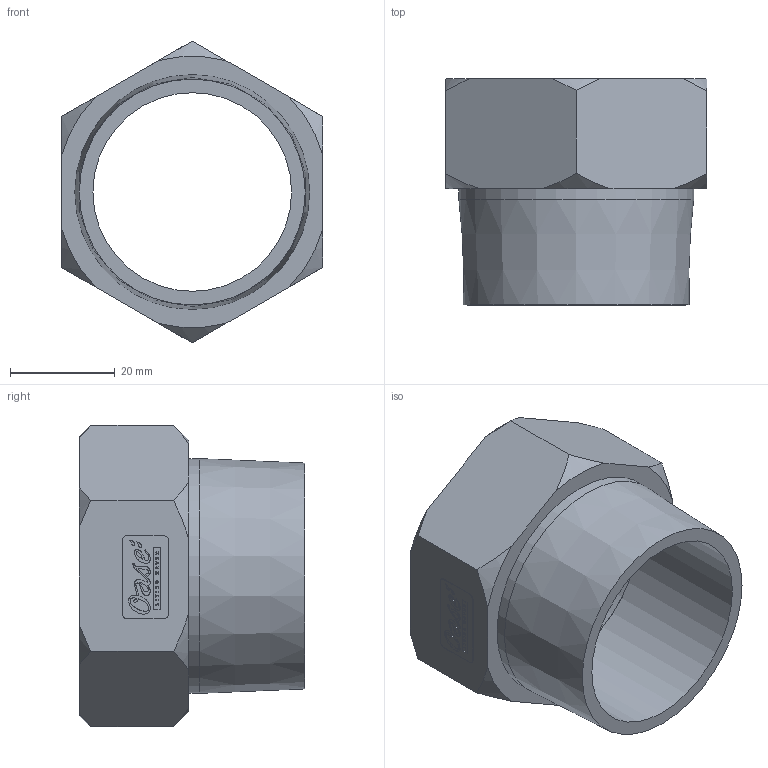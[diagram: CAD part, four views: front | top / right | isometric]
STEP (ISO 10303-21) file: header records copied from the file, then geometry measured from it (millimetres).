
FILE_DESCRIPTION(/* description */ (''),/* implementation_level */ '2;1');
FILE_NAME(/* name */ '51027 Adapter G15.stp',/* time_stamp */ '2017-08-15T11:13:12+02:00',/* author */ ('guzb562'),/* organization */ (''),/* preprocessor_version */ 'ST-DEVELOPER v16.1',/* originating_system */ 'Autodesk Inventor 2016',/* authorisation */ '');
FILE_SCHEMA (('AUTOMOTIVE_DESIGN { 1 0 10303 214 3 1 1 }'));
Length unit declared in the file: millimetre
Products named in the file (1): 51027 Adapter G15
Bounding box: 50.1 x 43.2 x 57.73 mm (x, y, z)
Volume: 23041.4 mm3; surface area: 14016.1 mm2
Topology: 1 solids, 1 shells, 234 faces, 621 edges, 414 vertices
Faces by surface type: plane 134, bspline 78, cone 14, cylinder 8
Full cylindrical faces by diameter (mm): 38 x1, 42.9 x1, 44.9 x2
Entity records: 9964 total; most frequent: CARTESIAN_POINT 4727, ORIENTED_EDGE 1226, DIRECTION 777, EDGE_CURVE 613, VERTEX_POINT 412, LINE 403, VECTOR 403, EDGE_LOOP 267
